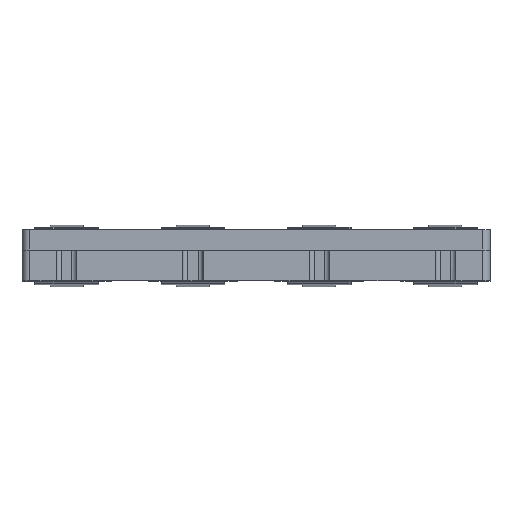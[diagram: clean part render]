
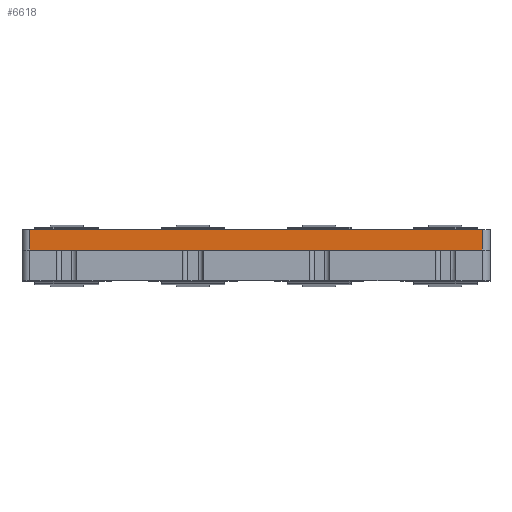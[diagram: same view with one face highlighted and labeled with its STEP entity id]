
A CAD part, top view. The second image highlights one B-rep face of the part: STEP entity #6618.
In plain terms, the highlighted planar face has unit normal (0, 0, 1).
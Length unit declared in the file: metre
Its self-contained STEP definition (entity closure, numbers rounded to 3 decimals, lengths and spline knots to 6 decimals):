
#277=FACE_OUTER_BOUND('',#599,.T.);
#599=EDGE_LOOP('',(#4391,#4392,#4393,#4394));
#1135=LINE('',#9431,#1847);
#1145=LINE('',#9472,#1857);
#1222=LINE('',#9941,#1934);
#1223=LINE('',#9942,#1935);
#1847=VECTOR('',#7586,0.017735);
#1857=VECTOR('',#7618,0.017735);
#1934=VECTOR('',#7799,0.0008);
#1935=VECTOR('',#7800,0.0008);
#2583=VERTEX_POINT('',#9428);
#2584=VERTEX_POINT('',#9430);
#2603=VERTEX_POINT('',#9470);
#2604=VERTEX_POINT('',#9471);
#3239=EDGE_CURVE('',#2583,#2584,#1135,.T.);
#3259=EDGE_CURVE('',#2603,#2604,#1145,.T.);
#3394=EDGE_CURVE('',#2583,#2603,#1222,.T.);
#3395=EDGE_CURVE('',#2604,#2584,#1223,.F.);
#4391=ORIENTED_EDGE('',*,*,#3239,.F.);
#4392=ORIENTED_EDGE('',*,*,#3394,.T.);
#4393=ORIENTED_EDGE('',*,*,#3259,.T.);
#4394=ORIENTED_EDGE('',*,*,#3395,.T.);
#6098=PLANE('',#7012);
#6618=ADVANCED_FACE('',(#277),#6098,.T.);
#7012=AXIS2_PLACEMENT_3D('',#9940,#7797,#7798);
#7586=DIRECTION('',(-1.,0.,0.));
#7618=DIRECTION('',(-1.,0.,0.));
#7797=DIRECTION('center_axis',(0.,0.,1.));
#7798=DIRECTION('ref_axis',(1.,0.,0.));
#7799=DIRECTION('',(0.,1.,0.));
#7800=DIRECTION('',(0.,1.,0.));
#9428=CARTESIAN_POINT('',(-0.00599,0.0002,0.011527));
#9430=CARTESIAN_POINT('',(-0.023725,0.0002,0.011527));
#9431=CARTESIAN_POINT('',(-0.00599,0.0002,0.011527));
#9470=CARTESIAN_POINT('',(-0.00599,0.001,0.011527));
#9471=CARTESIAN_POINT('',(-0.023725,0.001,0.011527));
#9472=CARTESIAN_POINT('',(-0.00599,0.001,0.011527));
#9940=CARTESIAN_POINT('Origin',(0.024025,0.0002,0.011527));
#9941=CARTESIAN_POINT('',(-0.00599,0.0002,0.011527));
#9942=CARTESIAN_POINT('',(-0.023725,0.0002,0.011527));
